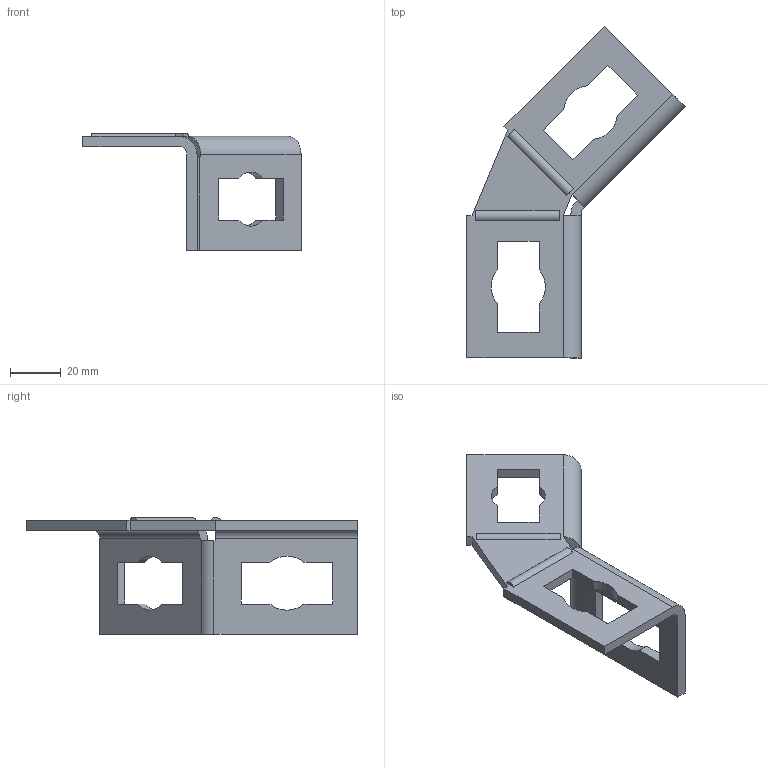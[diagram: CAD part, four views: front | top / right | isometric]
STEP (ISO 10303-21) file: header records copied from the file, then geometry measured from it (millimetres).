
FILE_DESCRIPTION((''),'2;1');
FILE_NAME('152337.stp','2013-04-11T07:51:40',('DMK009'),(''),'Autodesk Inventor 2012','Autodesk Inventor 2012','');
FILE_SCHEMA(('AUTOMOTIVE_DESIGN { 1 0 10303 214 1 1 1 1 }'));
Length unit declared in the file: millimetre
Products named in the file (1): 152337
Bounding box: 86.01 x 130.83 x 46.13 mm (x, y, z)
Volume: 31409.9 mm3; surface area: 19260.7 mm2
Topology: 1 solids, 1 shells, 62 faces, 176 edges, 116 vertices
Faces by surface type: plane 46, cylinder 16
Entity records: 2109 total; most frequent: CARTESIAN_POINT 355, ORIENTED_EDGE 352, DIRECTION 334, EDGE_CURVE 176, VECTOR 144, LINE 144, VERTEX_POINT 116, AXIS2_PLACEMENT_3D 95
